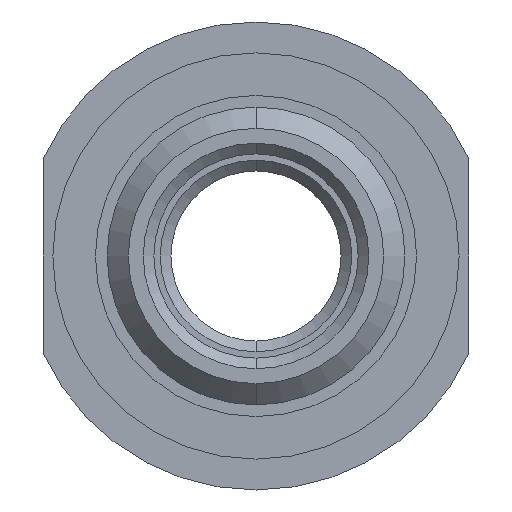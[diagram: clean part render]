
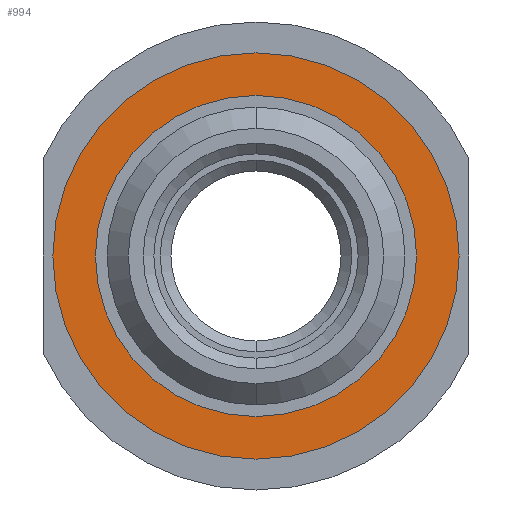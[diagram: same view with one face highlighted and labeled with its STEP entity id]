
A CAD part, front view. The second image highlights one B-rep face of the part: STEP entity #994.
In plain terms, the highlighted planar face has unit normal (0, -1, 0).
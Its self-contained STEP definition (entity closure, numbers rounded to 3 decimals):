
#17 = DIRECTION ( 'NONE',  ( 0., 0., -1. ) ) ;
#30 = EDGE_CURVE ( 'NONE', #76, #1048, #662, .T. ) ;
#42 = AXIS2_PLACEMENT_3D ( 'NONE', #790, #255, #815 ) ;
#67 = ORIENTED_EDGE ( 'NONE', *, *, #566, .F. ) ;
#72 = FACE_BOUND ( 'NONE', #1115, .T. ) ;
#76 = VERTEX_POINT ( 'NONE', #698 ) ;
#125 = ORIENTED_EDGE ( 'NONE', *, *, #361, .T. ) ;
#209 = CARTESIAN_POINT ( 'NONE',  ( 0., 26.13, -7.55 ) ) ;
#250 = DIRECTION ( 'NONE',  ( 0., 1., 0. ) ) ;
#255 = DIRECTION ( 'NONE',  ( 0., -1., 0. ) ) ;
#361 = EDGE_CURVE ( 'NONE', #1048, #76, #704, .T. ) ;
#465 = CARTESIAN_POINT ( 'NONE',  ( 0., 26.13, 0. ) ) ;
#474 = CIRCLE ( 'NONE', #1141, 7.55 ) ;
#495 = DIRECTION ( 'NONE',  ( 0., -1., 0. ) ) ;
#566 = EDGE_CURVE ( 'NONE', #860, #864, #474, .T. ) ;
#571 = AXIS2_PLACEMENT_3D ( 'NONE', #581, #495, #1149 ) ;
#581 = CARTESIAN_POINT ( 'NONE',  ( 0., 26.13, 0. ) ) ;
#599 = FACE_OUTER_BOUND ( 'NONE', #602, .T. ) ;
#602 = EDGE_LOOP ( 'NONE', ( #125, #1098 ) ) ;
#646 = ORIENTED_EDGE ( 'NONE', *, *, #1156, .F. ) ;
#662 = CIRCLE ( 'NONE', #42, 9.55 ) ;
#698 = CARTESIAN_POINT ( 'NONE',  ( 0., 26.13, 9.55 ) ) ;
#704 = CIRCLE ( 'NONE', #820, 9.55 ) ;
#790 = CARTESIAN_POINT ( 'NONE',  ( 0., 26.13, 0. ) ) ;
#815 = DIRECTION ( 'NONE',  ( 0., 0., -1. ) ) ;
#820 = AXIS2_PLACEMENT_3D ( 'NONE', #1161, #856, #1136 ) ;
#856 = DIRECTION ( 'NONE',  ( 0., -1., 0. ) ) ;
#860 = VERTEX_POINT ( 'NONE', #209 ) ;
#864 = VERTEX_POINT ( 'NONE', #1116 ) ;
#983 = DIRECTION ( 'NONE',  ( 0., 0., 1. ) ) ;
#994 = ADVANCED_FACE ( 'NONE', ( #72, #599 ), #1075, .F. ) ;
#1043 = AXIS2_PLACEMENT_3D ( 'NONE', #1158, #250, #983 ) ;
#1045 = CIRCLE ( 'NONE', #571, 7.55 ) ;
#1048 = VERTEX_POINT ( 'NONE', #1080 ) ;
#1075 = PLANE ( 'NONE',  #1043 ) ;
#1080 = CARTESIAN_POINT ( 'NONE',  ( 0., 26.13, -9.55 ) ) ;
#1097 = DIRECTION ( 'NONE',  ( 0., -1., 0. ) ) ;
#1098 = ORIENTED_EDGE ( 'NONE', *, *, #30, .T. ) ;
#1115 = EDGE_LOOP ( 'NONE', ( #67, #646 ) ) ;
#1116 = CARTESIAN_POINT ( 'NONE',  ( 0., 26.13, 7.55 ) ) ;
#1136 = DIRECTION ( 'NONE',  ( 0., 0., -1. ) ) ;
#1141 = AXIS2_PLACEMENT_3D ( 'NONE', #465, #1097, #17 ) ;
#1149 = DIRECTION ( 'NONE',  ( 0., 0., -1. ) ) ;
#1156 = EDGE_CURVE ( 'NONE', #864, #860, #1045, .T. ) ;
#1158 = CARTESIAN_POINT ( 'NONE',  ( 0., 26.13, 0. ) ) ;
#1161 = CARTESIAN_POINT ( 'NONE',  ( 0., 26.13, 0. ) ) ;
